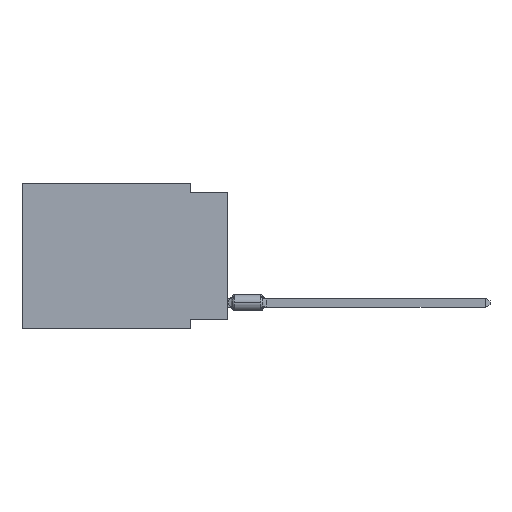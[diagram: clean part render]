
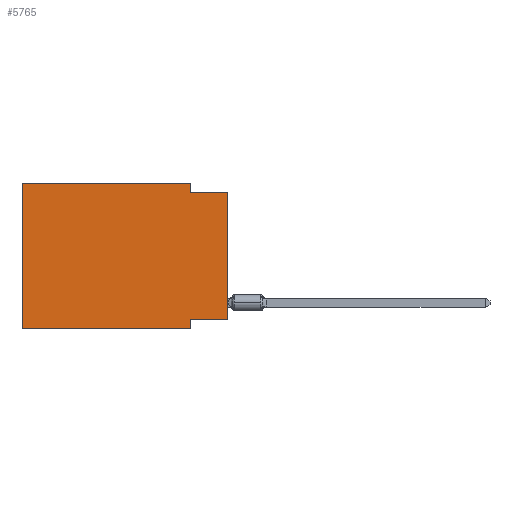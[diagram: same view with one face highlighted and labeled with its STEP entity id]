
A CAD part, left-side view. The second image highlights one B-rep face of the part: STEP entity #5765.
In plain terms, the highlighted planar face has unit normal (-1, 0, 0).
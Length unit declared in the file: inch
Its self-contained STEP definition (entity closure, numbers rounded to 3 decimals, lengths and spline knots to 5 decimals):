
#953 = ORIENTED_EDGE ( 'NONE', *, *, #13719, .F. ) ;
#1071 = DIRECTION ( 'NONE',  ( 0., 0., -1. ) ) ;
#1139 = EDGE_CURVE ( 'NONE', #20567, #9088, #13253, .T. ) ;
#1782 = VECTOR ( 'NONE', #14908, 39.37008 ) ;
#1823 = VECTOR ( 'NONE', #6767, 39.37008 ) ;
#2030 = ORIENTED_EDGE ( 'NONE', *, *, #5294, .F. ) ;
#2205 = EDGE_CURVE ( 'NONE', #6677, #18522, #21026, .T. ) ;
#2258 = CARTESIAN_POINT ( 'NONE',  ( 0., 0.55, -0.39 ) ) ;
#2288 = EDGE_CURVE ( 'NONE', #13261, #2314, #6982, .T. ) ;
#2314 = VERTEX_POINT ( 'NONE', #19761 ) ;
#3230 = CARTESIAN_POINT ( 'NONE',  ( 0., 0.55, 0. ) ) ;
#3354 = CARTESIAN_POINT ( 'NONE',  ( 0., 0., 0. ) ) ;
#3861 = CARTESIAN_POINT ( 'NONE',  ( 0., 0., -0.365 ) ) ;
#4462 = CARTESIAN_POINT ( 'NONE',  ( 0., 0.1, -0.39 ) ) ;
#5069 = DIRECTION ( 'NONE',  ( 0., -1., 0. ) ) ;
#5294 = EDGE_CURVE ( 'NONE', #20567, #12155, #11313, .T. ) ;
#5507 = EDGE_CURVE ( 'NONE', #18522, #9088, #16518, .T. ) ;
#5765 = ADVANCED_FACE ( 'NONE', ( #11888 ), #10080, .F. ) ;
#6176 = LINE ( 'NONE', #9257, #14552 ) ;
#6307 = ORIENTED_EDGE ( 'NONE', *, *, #11288, .T. ) ;
#6677 = VERTEX_POINT ( 'NONE', #3861 ) ;
#6767 = DIRECTION ( 'NONE',  ( 0., -1., 0. ) ) ;
#6982 = LINE ( 'NONE', #18369, #12806 ) ;
#7743 = EDGE_LOOP ( 'NONE', ( #6307, #18367, #17726, #953, #2030, #9962, #18253, #17083 ) ) ;
#8134 = DIRECTION ( 'NONE',  ( 0., 0., 1. ) ) ;
#8222 = CARTESIAN_POINT ( 'NONE',  ( 0., 0.1, -0.39 ) ) ;
#8261 = CARTESIAN_POINT ( 'NONE',  ( 0., 0.55, -0.39 ) ) ;
#8265 = DIRECTION ( 'NONE',  ( 0., 1., 0. ) ) ;
#8943 = CARTESIAN_POINT ( 'NONE',  ( 0., 0.55, 0. ) ) ;
#9088 = VERTEX_POINT ( 'NONE', #4462 ) ;
#9257 = CARTESIAN_POINT ( 'NONE',  ( 0., 0.1, 0. ) ) ;
#9660 = CARTESIAN_POINT ( 'NONE',  ( 0., 0.55, 0. ) ) ;
#9962 = ORIENTED_EDGE ( 'NONE', *, *, #1139, .T. ) ;
#10080 = PLANE ( 'NONE',  #14631 ) ;
#11288 = EDGE_CURVE ( 'NONE', #6677, #2314, #12924, .T. ) ;
#11313 = LINE ( 'NONE', #3230, #15688 ) ;
#11570 = VERTEX_POINT ( 'NONE', #14068 ) ;
#11798 = VECTOR ( 'NONE', #18936, 39.37008 ) ;
#11888 = FACE_OUTER_BOUND ( 'NONE', #7743, .T. ) ;
#12155 = VERTEX_POINT ( 'NONE', #9660 ) ;
#12806 = VECTOR ( 'NONE', #5069, 39.37008 ) ;
#12924 = LINE ( 'NONE', #3354, #14118 ) ;
#13011 = DIRECTION ( 'NONE',  ( 0., 0., 1. ) ) ;
#13253 = LINE ( 'NONE', #8261, #1823 ) ;
#13261 = VERTEX_POINT ( 'NONE', #20238 ) ;
#13719 = EDGE_CURVE ( 'NONE', #12155, #11570, #18619, .T. ) ;
#14068 = CARTESIAN_POINT ( 'NONE',  ( 0., 0.1, 0. ) ) ;
#14118 = VECTOR ( 'NONE', #8134, 39.37008 ) ;
#14552 = VECTOR ( 'NONE', #1071, 39.37008 ) ;
#14631 = AXIS2_PLACEMENT_3D ( 'NONE', #15180, #15287, #16571 ) ;
#14908 = DIRECTION ( 'NONE',  ( 0., 0., -1. ) ) ;
#14936 = EDGE_CURVE ( 'NONE', #11570, #13261, #6176, .T. ) ;
#15180 = CARTESIAN_POINT ( 'NONE',  ( 0., 0.55, 0. ) ) ;
#15287 = DIRECTION ( 'NONE',  ( 1., 0., 0. ) ) ;
#15688 = VECTOR ( 'NONE', #13011, 39.37008 ) ;
#16249 = CARTESIAN_POINT ( 'NONE',  ( 0., 0., -0.365 ) ) ;
#16518 = LINE ( 'NONE', #8222, #1782 ) ;
#16571 = DIRECTION ( 'NONE',  ( 0., 0., -1. ) ) ;
#17083 = ORIENTED_EDGE ( 'NONE', *, *, #2205, .F. ) ;
#17197 = VECTOR ( 'NONE', #8265, 39.37008 ) ;
#17726 = ORIENTED_EDGE ( 'NONE', *, *, #14936, .F. ) ;
#18253 = ORIENTED_EDGE ( 'NONE', *, *, #5507, .F. ) ;
#18367 = ORIENTED_EDGE ( 'NONE', *, *, #2288, .F. ) ;
#18369 = CARTESIAN_POINT ( 'NONE',  ( 0., 0., -0.025 ) ) ;
#18522 = VERTEX_POINT ( 'NONE', #20719 ) ;
#18619 = LINE ( 'NONE', #8943, #11798 ) ;
#18936 = DIRECTION ( 'NONE',  ( 0., -1., 0. ) ) ;
#19761 = CARTESIAN_POINT ( 'NONE',  ( 0., 0., -0.025 ) ) ;
#20238 = CARTESIAN_POINT ( 'NONE',  ( 0., 0.1, -0.025 ) ) ;
#20567 = VERTEX_POINT ( 'NONE', #2258 ) ;
#20719 = CARTESIAN_POINT ( 'NONE',  ( 0., 0.1, -0.365 ) ) ;
#21026 = LINE ( 'NONE', #16249, #17197 ) ;
